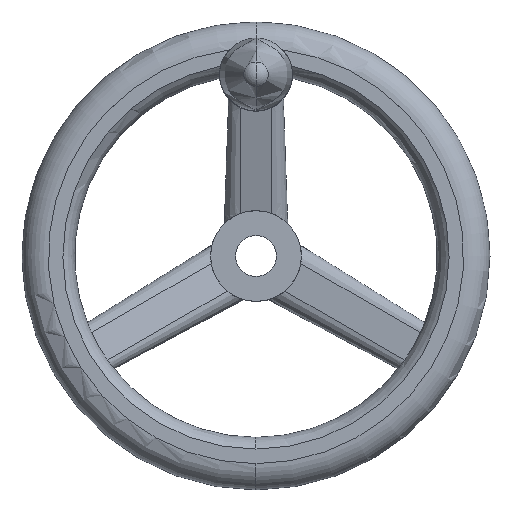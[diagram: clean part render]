
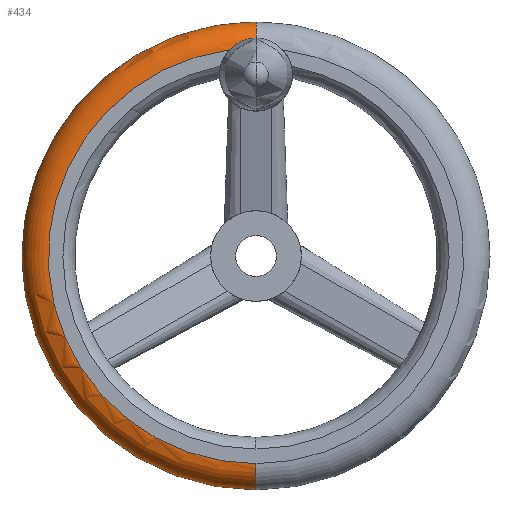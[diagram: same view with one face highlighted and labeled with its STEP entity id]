
A CAD part, top view. The second image highlights one B-rep face of the part: STEP entity #434.
In plain terms, the highlighted toroidal (fillet/blend) face has major radius 71 mm and minor radius 9 mm.
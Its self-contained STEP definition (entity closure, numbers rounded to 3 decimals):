
#324=EDGE_CURVE('',#418,#386,#854,.T.);
#332=VERTEX_POINT('',#863);
#348=EDGE_CURVE('',#418,#332,#880,.T.);
#376=EDGE_CURVE('',#626,#332,#912,.T.);
#386=VERTEX_POINT('',#922);
#418=VERTEX_POINT('',#954);
#434=ADVANCED_FACE('',(#971),#972,.T.);
#448=EDGE_CURVE('',#500,#386,#988,.T.);
#500=VERTEX_POINT('',#1049);
#626=VERTEX_POINT('',#1186);
#686=EDGE_CURVE('',#626,#500,#1253,.T.);
#854=CIRCLE('',#1455,9.);
#863=CARTESIAN_POINT('',(0.,-80.,31.0));
#880=CIRCLE('',#1486,80.0);
#912=CIRCLE('',#1547,9.);
#922=CARTESIAN_POINT('',(0.,71.0,40.0));
#954=CARTESIAN_POINT('',(0.,80.0,31.0));
#971=FACE_OUTER_BOUND('',#1707,.T.);
#972=TOROIDAL_SURFACE('',#1708,71.0,9.);
#988=CIRCLE('',#1729,71.0);
#1049=CARTESIAN_POINT('',(-9.263,70.393,40.));
#1186=CARTESIAN_POINT('',(0.,-71.,40.0));
#1253=CIRCLE('',#2234,71.0);
#1455=AXIS2_PLACEMENT_3D('',#2514,#2515,#2516);
#1486=AXIS2_PLACEMENT_3D('',#2546,#2547,#2548);
#1547=AXIS2_PLACEMENT_3D('',#2608,#2609,#2610);
#1707=EDGE_LOOP('',(#2640,#2641,#2642,#2643,#2644));
#1708=AXIS2_PLACEMENT_3D('',#2645,#2646,#2647);
#1729=AXIS2_PLACEMENT_3D('',#2670,#2671,#2672);
#2234=AXIS2_PLACEMENT_3D('',#2984,#2985,#2986);
#2514=CARTESIAN_POINT('',(0.,71.0,31.0));
#2515=DIRECTION('',(1.0,0.,0.));
#2516=DIRECTION('',(0.,1.0,0.));
#2546=CARTESIAN_POINT('',(0.,0.,31.0));
#2547=DIRECTION('',(0.,0.,1.0));
#2548=DIRECTION('',(1.0,0.0,0.));
#2608=CARTESIAN_POINT('',(0.,-71.,31.0));
#2609=DIRECTION('',(1.0,0.,0.));
#2610=DIRECTION('',(0.,-1.0,0.));
#2640=ORIENTED_EDGE('',*,*,#348,.T.);
#2641=ORIENTED_EDGE('',*,*,#376,.F.);
#2642=ORIENTED_EDGE('',*,*,#686,.T.);
#2643=ORIENTED_EDGE('',*,*,#448,.T.);
#2644=ORIENTED_EDGE('',*,*,#324,.F.);
#2645=CARTESIAN_POINT('',(0.,0.,31.0));
#2646=DIRECTION('',(0.,0.,1.0));
#2647=DIRECTION('',(0.,1.0,0.0));
#2670=CARTESIAN_POINT('',(0.,0.,40.0));
#2671=DIRECTION('',(0.,0.,-1.0));
#2672=DIRECTION('',(0.,1.0,0.));
#2984=CARTESIAN_POINT('',(0.,0.,40.0));
#2985=DIRECTION('',(0.,0.,-1.0));
#2986=DIRECTION('',(0.,1.0,0.));
